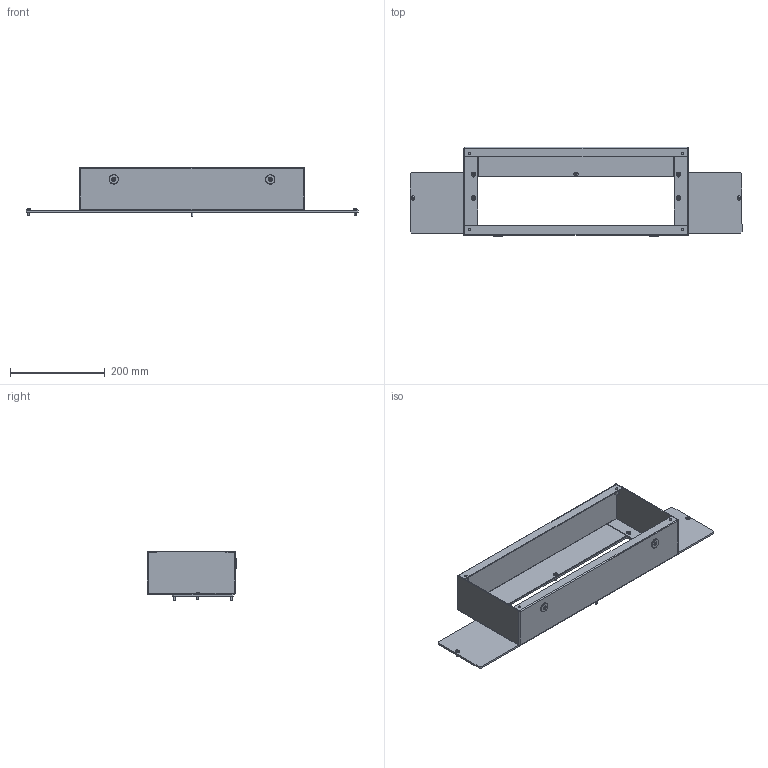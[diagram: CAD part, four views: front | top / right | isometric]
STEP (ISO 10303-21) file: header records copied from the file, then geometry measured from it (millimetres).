
FILE_DESCRIPTION (( 'STEP AP214' ), '1' );
FILE_NAME ('INGUN_112238.STEP', '2024-03-12T11:57:35', ( '' ), ( '' ), 'SwSTEP 2.0', 'SolidWorks 2021', '' );
FILE_SCHEMA (( 'AUTOMOTIVE_DESIGN' ));
Length unit declared in the file: millimetre
Products named in the file (10): DIN125~n_04,3 M04,0; ISO7380~n_M04,0x016; 112313~0_S; DIN7991~n_M04,0x010 VA; ISO7380~n_M04,0x012; ISO7380~n_M04,0x008; INGUN_112238; 112326~3_S; DIN934~n_M04,0; 115549~0_S
Assembly tree (30 placements, depth 2):
  INGUN_112238
    112326~3_S
    115549~0_S
    112313~0_S  x2
    DIN125~n_04,3 M04,0  x12
    DIN934~n_M04,0  x2
    DIN7991~n_M04,0x010 VA  x2
    ISO7380~n_M04,0x008  x6
    ISO7380~n_M04,0x012  x2
    ISO7380~n_M04,0x016  x2
Bounding box: 700 x 189.1 x 103.2 mm (x, y, z)
Volume: 544757.4 mm3; surface area: 470810.8 mm2
Topology: 30 solids, 30 shells, 669 faces, 1635 edges, 1052 vertices
Faces by surface type: cylinder 396, plane 193, cone 60, torus 20
Entity records: 11157 total; most frequent: DIRECTION 1965, CARTESIAN_POINT 1888, ORIENTED_EDGE 1706, EDGE_CURVE 853, AXIS2_PLACEMENT_3D 765, VERTEX_POINT 544, VECTOR 435, LINE 435
